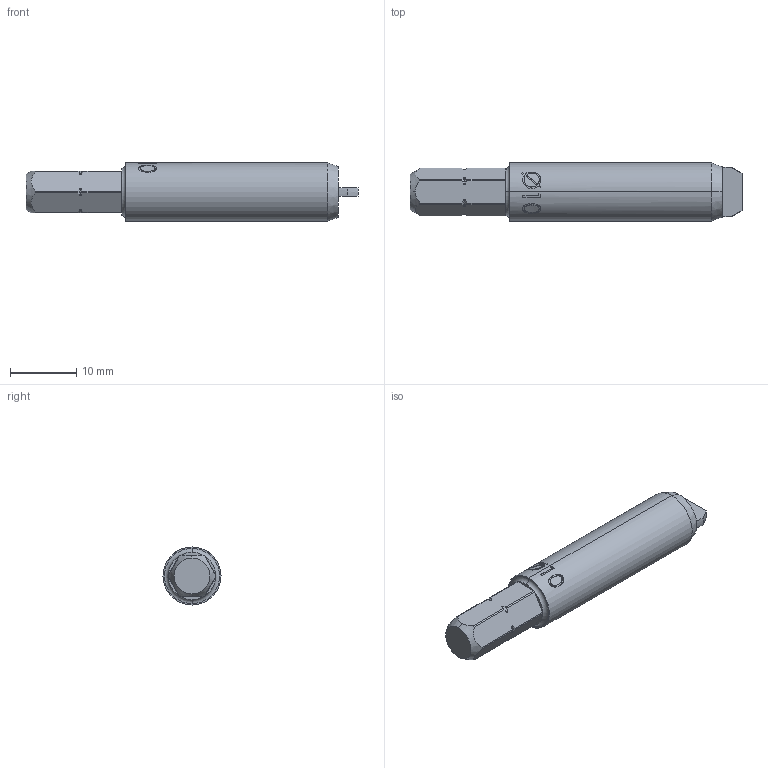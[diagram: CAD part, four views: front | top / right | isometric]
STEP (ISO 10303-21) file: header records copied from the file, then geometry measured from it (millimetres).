
FILE_DESCRIPTION (( 'STEP AP214' ), '1' );
FILE_NAME ('SCREWDRIVER BIT 10 mm-REV 5.STEP', '2024-04-08T16:26:29', ( '' ), ( '' ), 'SwSTEP 2.0', 'SolidWorks 2024', '' );
FILE_SCHEMA (( 'AUTOMOTIVE_DESIGN' ));
Length unit declared in the file: millimetre
Products named in the file (1): SCREWDRIVER BIT 10 mm-REV 5
Bounding box: 50 x 8.74 x 8.74 mm (x, y, z)
Volume: 2448.6 mm3; surface area: 1342.8 mm2
Topology: 1 solids, 1 shells, 109 faces, 283 edges, 184 vertices
Faces by surface type: bspline 30, cylinder 24, plane 23, cone 18, torus 14
Entity records: 7065 total; most frequent: CARTESIAN_POINT 4700, ORIENTED_EDGE 566, DIRECTION 362, EDGE_CURVE 283, VERTEX_POINT 184, B_SPLINE_CURVE_WITH_KNOTS 155, AXIS2_PLACEMENT_3D 154, EDGE_LOOP 117
